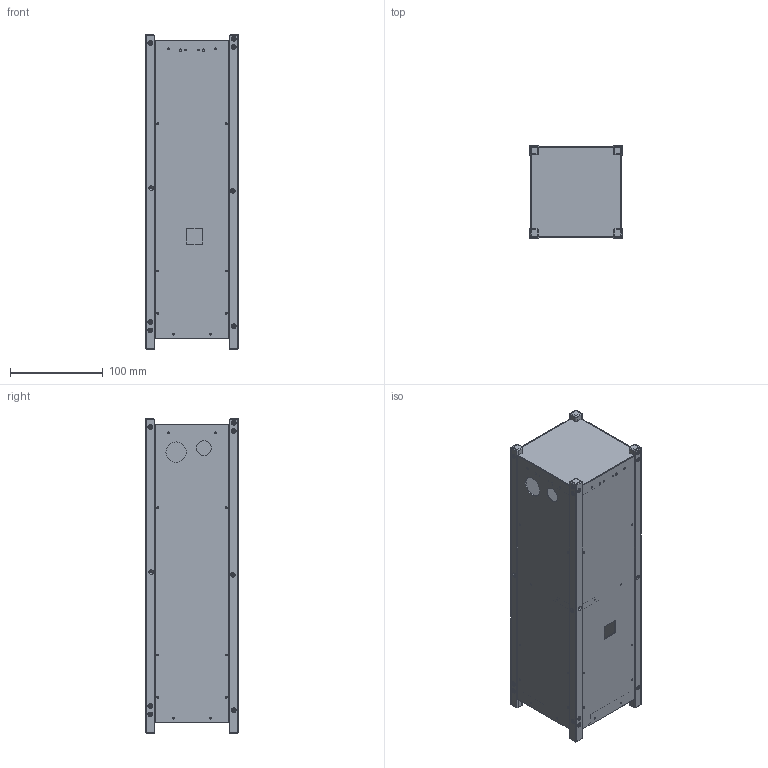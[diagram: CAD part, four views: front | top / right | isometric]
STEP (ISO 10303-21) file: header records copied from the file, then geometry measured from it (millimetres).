
FILE_DESCRIPTION(/* description */ (''),/* implementation_level */ '2;1');
FILE_NAME(/* name */ '3U_GS Frame CDR v12.step',/* time_stamp */ '2025-08-11T03:12:43-07:00',/* author */ (''),/* organization */ (''),/* preprocessor_version */ 'ST-DEVELOPER v20.1',/* originating_system */ 'Autodesk Translation Framework v14.10.0.0',/* authorisation */ '');
FILE_SCHEMA (('AUTOMOTIVE_DESIGN { 1 0 10303 214 3 1 1 }'));
Length unit declared in the file: millimetre
Products named in the file (16): 3U_GS Frame CDR; 3U角鋁-2; 3U角鋁-2_1; 3U角鋁-2_2; 3U角鋁-2_3; Component2; YZ_+X_vracket; 3U中支架 改; Component1; Panel(-Z); Panel(+Y); Panel(+Z); Panel (-Y); Support Poles short; 3U-Bottom; ISO 10642 - M2 x 5 Steel 8.8 Plain
Assembly tree (44 placements, depth 3):
  3U_GS Frame CDR
    3U角鋁-2
      Component2
    3U角鋁-2_1
      Component2
    3U角鋁-2_2
      Component2
    3U角鋁-2_3
      Component2
    YZ_+X_vracket
    3U中支架 改
      Component1
    Panel(-Z)
    Support Poles short  x4
    Panel(+Y)
    Panel(+Z)
    Panel (-Y)
    3U-Bottom
    ISO 10642 - M2 x 5 Steel 8.8 Plain  x24
Bounding box: 100 x 100 x 340.5 mm (x, y, z)
Volume: 236087.3 mm3; surface area: 323249.9 mm2
Topology: 39 solids, 52 shells, 1019 faces, 2263 edges, 1378 vertices
Faces by surface type: plane 588, cylinder 295, cone 108, torus 24, bspline 4
Full cylindrical faces by diameter (mm): 1.6 x24, 1.623 x22, 1.933 x24, 2 x41, 2.2 x51, 2.529 x14, 3 x12, 3.5 x2, 3.7 x24, 5.1 x2, 5.2 x4, 6 x1, 14.097 x1, 16 x1, 22 x1, 30.26 x1
Entity records: 15891 total; most frequent: CARTESIAN_POINT 3107, DIRECTION 2693, ORIENTED_EDGE 2342, EDGE_CURVE 1177, AXIS2_PLACEMENT_3D 1000, VERTEX_POINT 782, EDGE_LOOP 733, LINE 693
